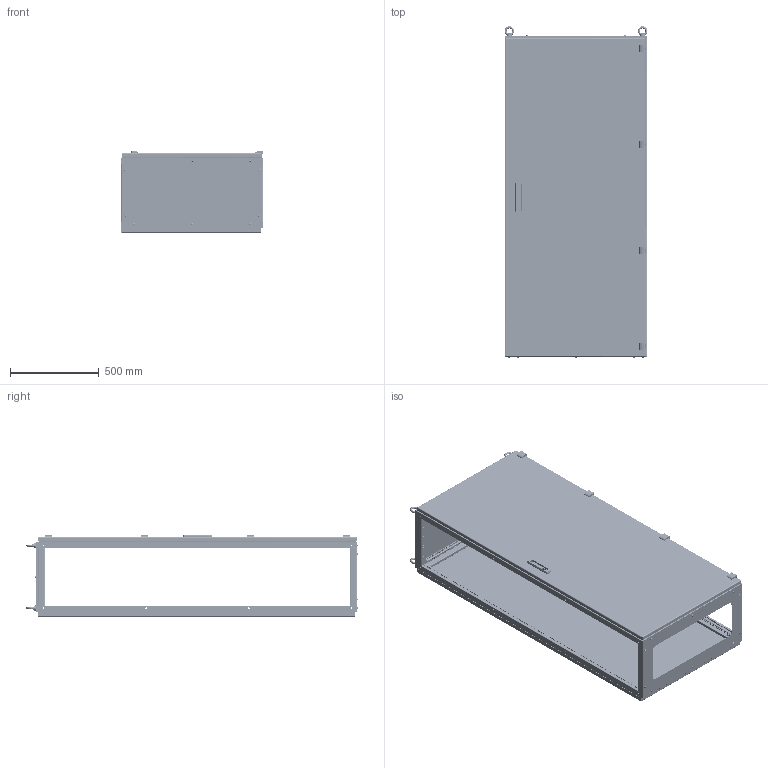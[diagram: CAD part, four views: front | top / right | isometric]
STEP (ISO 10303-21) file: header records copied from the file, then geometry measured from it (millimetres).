
FILE_DESCRIPTION (( 'STEP AP203' ), '1' );
FILE_NAME ('Êîðïóñ FORT IP31 (1800õ800õ400) EKF PROxima.STEP', '2020-10-25T09:51:07', ( '' ), ( '' ), 'SwSTEP 2.0', 'SolidWorks 2019', '' );
FILE_SCHEMA (( 'CONFIG_CONTROL_DESIGN' ));
Length unit declared in the file: millimetre
Products named in the file (67): Ãàéêà çàêëàäíàÿ; îñíîâàíèå ïåòëè1; êîðïóñ ïåòëè1; lifting eye nut 01_din_DIN 582-M12-N; Óãëîâàÿ ïåòëÿ Àòîñ; pan head cross collar screw_din_DIN 967 - M4 x 16 - Z --- 14.6N; ÌÈ-1021.02.00.003 Ïðîôèëü äâåðíîé áîëüøîé 1800; Çàìîê â ñáîðå Àòîñ; hex screw gradec_din_DIN EN 24018 - M12 x 35-WN; Êîðïóñ FORT IP31 (1800õ800õ400) EKF PROxima; ÌÈ-1025.05.00.001 Ïîòîëî÷íàÿ ïàíåëü 800õ400; ÌÈ-1021.03.00.001 Ñòåíêà çàäíÿÿ 800õ1800; countersunk raised head cross recess screw_din_DIN EN ISO 7047 - M4 x 10 - Z - 10N; Ìåõàíèçì äâåðè Àòîñ; ÌÈ-1025.01.00.004 Ïðîôèëü áîêîâîé 400 íèæíèé; 幄鍧 IC-2 800; îñü ïåòëè; Äåðæàòåëü òÿãè àòîñ; ÌÈ-1027.01.00.000 ÑÁ Êàðêàñ 1800õ800õ400; ÌÈ-1025.01.00.002 Ïðîôèëü áîêîâîé 400 âåðõíèé; 昈-983.02.00.002 忺謽鳧; Øïèëüêà Ì6õ12; ÌÈ-983.02.00.005 Óãîëîê ìîíòàæíûé; hex thin nut gradeb_din_Hexagon Nut ISO 4036 - M6 - N; hex nut gradec_din_Hexagon Nut ISO 4034 - M16 - N; pan head cross recess screw_din_DIN EN ISO 7045 - M6 x 30 - Z - 30N; Äåðæàòåëü øòîêà; plain washer large_din_Washer DIN 9021 - 13; ÌÈ-1161.03.00.000 ÑÁ Ñòåíêà çàäíÿÿ 800õ1800; Ãàéêà çàêëàäêàÿ Ì6; hex flange nut_din_Hexagon Flange Nut DIN 6923 - M6 - N; Çàêëåïêà ãàå÷íàÿ Ì6 UNI 9203; Øïèëüêà ïðèâàðíàÿ Ì6õ25 DIN 13918; ÌÈ-983.01.01.000 ÑÁ Ïðîôèëü ãîðèçîíòàëüíûé 800 âåðõíèé â ñáîðå; ÌÈ-1165.00.00.001 Ïåðåãîðîäêà öîêîëÿ 800õ400; 幄鍧 IC-2 900; ÌÈ-983.02.00.004 Ïðîôèëü äâåðíîé ìàëûé 800; pan head cross recess screw_din_DIN EN ISO 7045 - M6 x 40 - Z - 40N; 剒蜲錪 獲闃; ÌÈ-1021.01.00.001 Ïðîôèëü âåðòèêàëüíûé 1800 ...
Assembly tree (196 placements, depth 4):
  Êîðïóñ FORT IP31 (1800õ800õ400) EKF PROxima
    ÌÈ-1027.01.00.000 ÑÁ Êàðêàñ 1800õ800õ400
      ÌÈ-983.01.01.000 ÑÁ Ïðîôèëü ãîðèçîíòàëüíûé 800 âåðõíèé â ñáîðå
        ÌÈ-983.01.01.001 Ïðîôèëü ãîðèçîíòàëüíûé âåðõíèé 800
        Øïèëüêà Ì6õ12
      ÌÈ-1021.01.00.001 Ïðîôèëü âåðòèêàëüíûé 1800  x4
      ÌÈ-983.01.00.003 Ïðîôèëü ãîðèçîíòàëüíûé íèæíèé 800  x2
      ÌÈ-1025.01.00.002 Ïðîôèëü áîêîâîé 400 âåðõíèé  x2
      ÌÈ-983.01.01.000 ÑÁ Ïðîôèëü ãîðèçîíòàëüíûé 800 âåðõíèé â ñáîðå
        ÌÈ-983.01.01.001 Ïðîôèëü ãîðèçîíòàëüíûé âåðõíèé 800
        Øïèëüêà Ì6õ12
      ÌÈ-1025.01.00.004 Ïðîôèëü áîêîâîé 400 íèæíèé  x2
    ÌÈ-1161.03.00.000 ÑÁ Ñòåíêà çàäíÿÿ 800õ1800
      ÌÈ-1021.03.00.001 Ñòåíêà çàäíÿÿ 800õ1800
      Øïèëüêà Ì6õ12
    ÌÈ-1025.05.00.001 Ïîòîëî÷íàÿ ïàíåëü 800õ400
    ÌÈ-1165.00.00.001 Ïåðåãîðîäêà öîêîëÿ 800õ400
    pan head cross recess screw_din_DIN EN ISO 7045 - M6 x 20 - Z - 20N  x10
    Ãàéêà çàêëàäíàÿ
      Îáîëî÷êà ãàéêè çàêëàäíîé
      Ãàéêà çàêëàäêàÿ Ì6
    Ãàéêà çàêëàäíàÿ
      Îáîëî÷êà ãàéêè çàêëàäíîé
      Ãàéêà çàêëàäêàÿ Ì6
    Ãàéêà çàêëàäíàÿ
      Îáîëî÷êà ãàéêè çàêëàäíîé
      Ãàéêà çàêëàäêàÿ Ì6
    Ãàéêà çàêëàäíàÿ
      Îáîëî÷êà ãàéêè çàêëàäíîé
      Ãàéêà çàêëàäêàÿ Ì6
    Ãàéêà çàêëàäíàÿ
      Îáîëî÷êà ãàéêè çàêëàäíîé
      Ãàéêà çàêëàäêàÿ Ì6
    Ãàéêà çàêëàäíàÿ
      Îáîëî÷êà ãàéêè çàêëàäíîé
      Ãàéêà çàêëàäêàÿ Ì6
    Ãàéêà çàêëàäíàÿ
      Îáîëî÷êà ãàéêè çàêëàäíîé
      Ãàéêà çàêëàäêàÿ Ì6
    Ãàéêà çàêëàäíàÿ
      Îáîëî÷êà ãàéêè çàêëàäíîé
      Ãàéêà çàêëàäêàÿ Ì6
    Ãàéêà çàêëàäíàÿ
      Îáîëî÷êà ãàéêè çàêëàäíîé
      Ãàéêà çàêëàäêàÿ Ì6
    Ãàéêà çàêëàäíàÿ
      Îáîëî÷êà ãàéêè çàêëàäíîé
      Ãàéêà çàêëàäêàÿ Ì6
    pan head cross recess screw_din_DIN EN ISO 7045 - M6 x 30 - Z - 30N  x6
    Ãàéêà çàêëàäíàÿ
      Îáîëî÷êà ãàéêè çàêëàäíîé
      Ãàéêà çàêëàäêàÿ Ì6
    lifting eye nut 01_din_DIN 582-M12-N  x4
    Çàêëåïêà ãàå÷íàÿ Ì6 UNI 9203  x10
    pan head cross recess screw_din_DIN EN ISO 7045 - M6 x 40 - Z - 40N  x10
    ÌÈ-1161.02.00.000 ÑÁ Äâåðü â ñáîðå
      ÌÈ-1021.02.00.001 Äâåðü 800õ1800
      Óãëîâàÿ ïåòëÿ Àòîñ
        îñíîâàíèå ïåòëè1
        êîðïóñ ïåòëè1
Bounding box: 806.5 x 1872.48 x 466.98 mm (x, y, z)
Volume: 7999483 mm3; surface area: 10884886.7 mm2
Topology: 170 solids, 170 shells, 13611 faces, 36085 edges, 22850 vertices
Faces by surface type: plane 10139, cylinder 2000, cone 672, bspline 560, torus 180, sphere 60
Entity records: 148644 total; most frequent: CARTESIAN_POINT 31034, ORIENTED_EDGE 22380, DIRECTION 20531, EDGE_CURVE 11190, VECTOR 9169, LINE 9169, VERTEX_POINT 7212, AXIS2_PLACEMENT_3D 5681
